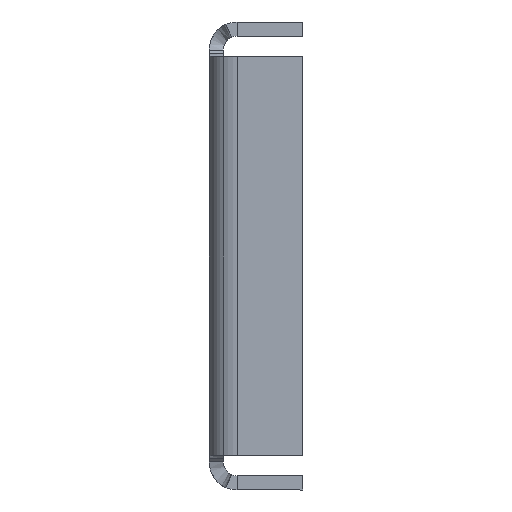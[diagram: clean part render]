
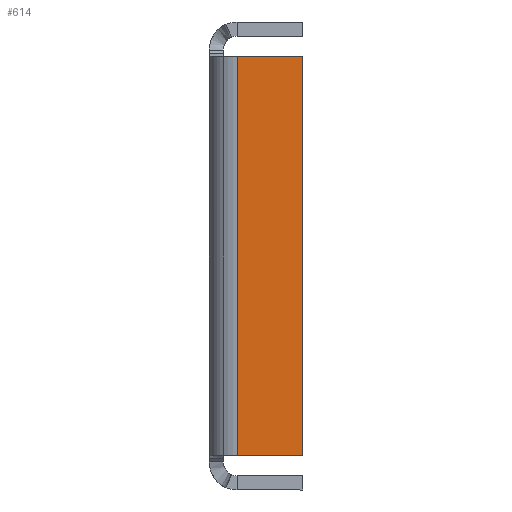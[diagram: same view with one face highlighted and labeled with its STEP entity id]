
A CAD part, left-side view. The second image highlights one B-rep face of the part: STEP entity #614.
In plain terms, the highlighted planar face has unit normal (-1, 0, 0).
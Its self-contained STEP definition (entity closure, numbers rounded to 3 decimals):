
#54 = CARTESIAN_POINT ( 'NONE',  ( -423.5, -10., 21.346 ) ) ;
#78 = CARTESIAN_POINT ( 'NONE',  ( -423.5, -0.654, 21.346 ) ) ;
#92 = CARTESIAN_POINT ( 'NONE',  ( -423.5, -3., -21.346 ) ) ;
#162 = ORIENTED_EDGE ( 'NONE', *, *, #537, .F. ) ;
#175 = CARTESIAN_POINT ( 'NONE',  ( -423.5, -0.654, -21.346 ) ) ;
#246 = VERTEX_POINT ( 'NONE', #92 ) ;
#249 = CARTESIAN_POINT ( 'NONE',  ( -423.5, -3., 0. ) ) ;
#252 = LINE ( 'NONE', #78, #575 ) ;
#263 = DIRECTION ( 'NONE',  ( 0., 0., 1. ) ) ;
#322 = VERTEX_POINT ( 'NONE', #2261 ) ;
#365 = CARTESIAN_POINT ( 'NONE',  ( -423.5, -3., 21.346 ) ) ;
#404 = DIRECTION ( 'NONE',  ( 0., 1., 0. ) ) ;
#450 = VERTEX_POINT ( 'NONE', #365 ) ;
#483 = FACE_OUTER_BOUND ( 'NONE', #1685, .T. ) ;
#537 = EDGE_CURVE ( 'NONE', #450, #1631, #252, .T. ) ;
#542 = VECTOR ( 'NONE', #404, 1000. ) ;
#575 = VECTOR ( 'NONE', #1480, 1000. ) ;
#614 = ADVANCED_FACE ( 'NONE', ( #483 ), #2250, .T. ) ;
#732 = ORIENTED_EDGE ( 'NONE', *, *, #957, .T. ) ;
#751 = LINE ( 'NONE', #175, #542 ) ;
#829 = ORIENTED_EDGE ( 'NONE', *, *, #2289, .F. ) ;
#957 = EDGE_CURVE ( 'NONE', #450, #246, #1889, .T. ) ;
#1183 = LINE ( 'NONE', #1730, #1307 ) ;
#1307 = VECTOR ( 'NONE', #2337, 1000. ) ;
#1335 = AXIS2_PLACEMENT_3D ( 'NONE', #2102, #1579, #263 ) ;
#1339 = EDGE_CURVE ( 'NONE', #322, #246, #751, .T. ) ;
#1480 = DIRECTION ( 'NONE',  ( 0., -1., 0. ) ) ;
#1579 = DIRECTION ( 'NONE',  ( -1., 0., 0. ) ) ;
#1627 = ORIENTED_EDGE ( 'NONE', *, *, #1339, .F. ) ;
#1631 = VERTEX_POINT ( 'NONE', #54 ) ;
#1685 = EDGE_LOOP ( 'NONE', ( #162, #732, #1627, #829 ) ) ;
#1710 = VECTOR ( 'NONE', #2156, 1000. ) ;
#1730 = CARTESIAN_POINT ( 'NONE',  ( -423.5, -10., -21.346 ) ) ;
#1889 = LINE ( 'NONE', #249, #1710 ) ;
#2102 = CARTESIAN_POINT ( 'NONE',  ( -423.5, 420.693, 0. ) ) ;
#2156 = DIRECTION ( 'NONE',  ( 0., 0., -1. ) ) ;
#2250 = PLANE ( 'NONE',  #1335 ) ;
#2261 = CARTESIAN_POINT ( 'NONE',  ( -423.5, -10., -21.346 ) ) ;
#2289 = EDGE_CURVE ( 'NONE', #1631, #322, #1183, .T. ) ;
#2337 = DIRECTION ( 'NONE',  ( 0., 0., -1. ) ) ;
